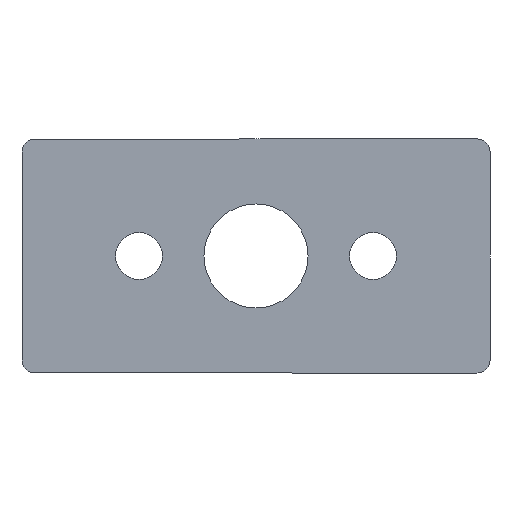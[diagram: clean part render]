
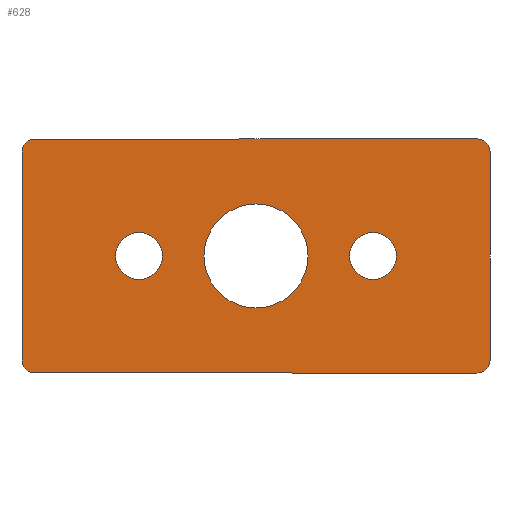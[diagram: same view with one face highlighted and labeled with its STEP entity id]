
A CAD part, front view. The second image highlights one B-rep face of the part: STEP entity #628.
In plain terms, the highlighted planar face has unit normal (0, -1, 0).
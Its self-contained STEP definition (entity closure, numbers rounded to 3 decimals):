
#47 = AXIS2_PLACEMENT_3D ( 'NONE', #52, #90, #89 ) ;
#50 = CIRCLE ( 'NONE', #47, 4.5 ) ;
#51 = CARTESIAN_POINT ( 'NONE',  ( -45., 0., -20. ) ) ;
#52 = CARTESIAN_POINT ( 'NONE',  ( -22.5, 0., 0. ) ) ;
#71 = CARTESIAN_POINT ( 'NONE',  ( -45., 0., -22.5 ) ) ;
#76 = VECTOR ( 'NONE', #79, 1000. ) ;
#79 = DIRECTION ( 'NONE',  ( 0., 0., 1. ) ) ;
#80 = CARTESIAN_POINT ( 'NONE',  ( -45., 0., 22.5 ) ) ;
#82 = LINE ( 'NONE', #80, #76 ) ;
#86 = CIRCLE ( 'NONE', #136, 2.5 ) ;
#89 = DIRECTION ( 'NONE',  ( 0., 0., -1. ) ) ;
#90 = DIRECTION ( 'NONE',  ( 0., -1., 0. ) ) ;
#91 = DIRECTION ( 'NONE',  ( -1., 0., 0. ) ) ;
#92 = VECTOR ( 'NONE', #91, 1000. ) ;
#93 = LINE ( 'NONE', #71, #92 ) ;
#104 = AXIS2_PLACEMENT_3D ( 'NONE', #115, #127, #117 ) ;
#109 = CIRCLE ( 'NONE', #104, 2.5 ) ;
#115 = CARTESIAN_POINT ( 'NONE',  ( -42.5, 0., -20. ) ) ;
#116 = CARTESIAN_POINT ( 'NONE',  ( -42.5, 0., -22.5 ) ) ;
#117 = DIRECTION ( 'NONE',  ( 0., 0., -1. ) ) ;
#127 = DIRECTION ( 'NONE',  ( 0., -1., 0. ) ) ;
#133 = DIRECTION ( 'NONE',  ( 0., 0., -1. ) ) ;
#135 = DIRECTION ( 'NONE',  ( 0., -1., 0. ) ) ;
#136 = AXIS2_PLACEMENT_3D ( 'NONE', #137, #135, #133 ) ;
#137 = CARTESIAN_POINT ( 'NONE',  ( 42.5, 0., 20. ) ) ;
#138 = DIRECTION ( 'NONE',  ( 0., -1., 0. ) ) ;
#139 = DIRECTION ( 'NONE',  ( 0., 0., -1. ) ) ;
#140 = CARTESIAN_POINT ( 'NONE',  ( -45., 0., 20. ) ) ;
#181 = DIRECTION ( 'NONE',  ( 0., -1., 0. ) ) ;
#182 = CARTESIAN_POINT ( 'NONE',  ( 22.5, 0., 0. ) ) ;
#183 = AXIS2_PLACEMENT_3D ( 'NONE', #182, #181, #186 ) ;
#184 = CIRCLE ( 'NONE', #183, 4.5 ) ;
#186 = DIRECTION ( 'NONE',  ( 0., 0., -1. ) ) ;
#204 = CARTESIAN_POINT ( 'NONE',  ( 22.5, 0., -4.5 ) ) ;
#207 = CIRCLE ( 'NONE', #209, 4.5 ) ;
#209 = AXIS2_PLACEMENT_3D ( 'NONE', #299, #298, #297 ) ;
#210 = CARTESIAN_POINT ( 'NONE',  ( 22.5, 0., 4.5 ) ) ;
#227 = DIRECTION ( 'NONE',  ( 0., 0., -1. ) ) ;
#228 = DIRECTION ( 'NONE',  ( 0., -1., 0. ) ) ;
#236 = FACE_OUTER_BOUND ( 'NONE', #544, .T. ) ;
#237 = CARTESIAN_POINT ( 'NONE',  ( -45., 0., -22.5 ) ) ;
#239 = FACE_BOUND ( 'NONE', #661, .T. ) ;
#240 = PLANE ( 'NONE',  #244 ) ;
#241 = FACE_BOUND ( 'NONE', #669, .T. ) ;
#244 = AXIS2_PLACEMENT_3D ( 'NONE', #237, #228, #227 ) ;
#252 = FACE_BOUND ( 'NONE', #631, .T. ) ;
#257 = CARTESIAN_POINT ( 'NONE',  ( 42.5, 0., -22.5 ) ) ;
#271 = DIRECTION ( 'NONE',  ( 0., 0., -1. ) ) ;
#272 = DIRECTION ( 'NONE',  ( 0., -1., 0. ) ) ;
#273 = CARTESIAN_POINT ( 'NONE',  ( -22.5, 0., 0. ) ) ;
#274 = AXIS2_PLACEMENT_3D ( 'NONE', #273, #272, #271 ) ;
#275 = CIRCLE ( 'NONE', #274, 4.5 ) ;
#293 = CARTESIAN_POINT ( 'NONE',  ( -22.5, 0., -4.5 ) ) ;
#297 = DIRECTION ( 'NONE',  ( 0., 0., -1. ) ) ;
#298 = DIRECTION ( 'NONE',  ( 0., -1., 0. ) ) ;
#299 = CARTESIAN_POINT ( 'NONE',  ( 22.5, 0., 0. ) ) ;
#301 = CARTESIAN_POINT ( 'NONE',  ( -22.5, 0., 4.5 ) ) ;
#302 = CARTESIAN_POINT ( 'NONE',  ( 0., 0., 10. ) ) ;
#310 = CARTESIAN_POINT ( 'NONE',  ( 45., 0., 20. ) ) ;
#323 = CARTESIAN_POINT ( 'NONE',  ( 0., 0., -10. ) ) ;
#349 = CARTESIAN_POINT ( 'NONE',  ( 45., 0., 22.5 ) ) ;
#350 = CIRCLE ( 'NONE', #362, 10. ) ;
#352 = CARTESIAN_POINT ( 'NONE',  ( 0., 0., 0. ) ) ;
#353 = DIRECTION ( 'NONE',  ( 1., 0., 0. ) ) ;
#354 = VECTOR ( 'NONE', #353, 1000. ) ;
#355 = CARTESIAN_POINT ( 'NONE',  ( -45., 0., 22.5 ) ) ;
#356 = LINE ( 'NONE', #355, #354 ) ;
#357 = CARTESIAN_POINT ( 'NONE',  ( 45., 0., -20. ) ) ;
#362 = AXIS2_PLACEMENT_3D ( 'NONE', #352, #391, #390 ) ;
#368 = CARTESIAN_POINT ( 'NONE',  ( 42.5, 0., 22.5 ) ) ;
#390 = DIRECTION ( 'NONE',  ( 0., 0., 1. ) ) ;
#391 = DIRECTION ( 'NONE',  ( 0., 1., 0. ) ) ;
#395 = DIRECTION ( 'NONE',  ( 0., 0., -1. ) ) ;
#396 = VECTOR ( 'NONE', #395, 1000. ) ;
#397 = LINE ( 'NONE', #349, #396 ) ;
#421 = CARTESIAN_POINT ( 'NONE',  ( -42.5, 0., 22.5 ) ) ;
#443 = DIRECTION ( 'NONE',  ( 0., 0., -1. ) ) ;
#444 = DIRECTION ( 'NONE',  ( 0., -1., 0. ) ) ;
#445 = CARTESIAN_POINT ( 'NONE',  ( -42.5, 0., 20. ) ) ;
#446 = AXIS2_PLACEMENT_3D ( 'NONE', #445, #444, #443 ) ;
#447 = CIRCLE ( 'NONE', #446, 2.5 ) ;
#475 = DIRECTION ( 'NONE',  ( 0., 0., 1. ) ) ;
#476 = DIRECTION ( 'NONE',  ( 0., 1., 0. ) ) ;
#477 = CARTESIAN_POINT ( 'NONE',  ( 0., 0., 0. ) ) ;
#478 = AXIS2_PLACEMENT_3D ( 'NONE', #477, #476, #475 ) ;
#480 = CIRCLE ( 'NONE', #478, 10. ) ;
#531 = CARTESIAN_POINT ( 'NONE',  ( 42.5, 0., -20. ) ) ;
#532 = AXIS2_PLACEMENT_3D ( 'NONE', #531, #138, #139 ) ;
#533 = CIRCLE ( 'NONE', #532, 2.5 ) ;
#535 = EDGE_CURVE ( 'NONE', #546, #540, #109, .T. ) ;
#536 = EDGE_CURVE ( 'NONE', #620, #540, #93, .T. ) ;
#537 = ORIENTED_EDGE ( 'NONE', *, *, #536, .F. ) ;
#538 = ORIENTED_EDGE ( 'NONE', *, *, #541, .F. ) ;
#539 = ORIENTED_EDGE ( 'NONE', *, *, #535, .T. ) ;
#540 = VERTEX_POINT ( 'NONE', #116 ) ;
#541 = EDGE_CURVE ( 'NONE', #546, #542, #82, .T. ) ;
#542 = VERTEX_POINT ( 'NONE', #140 ) ;
#544 = EDGE_LOOP ( 'NONE', ( #538, #539, #537, #572, #667, #680, #731, #711 ) ) ;
#546 = VERTEX_POINT ( 'NONE', #51 ) ;
#558 = EDGE_CURVE ( 'NONE', #588, #589, #50, .T. ) ;
#564 = EDGE_CURVE ( 'NONE', #645, #575, #184, .T. ) ;
#572 = ORIENTED_EDGE ( 'NONE', *, *, #671, .T. ) ;
#575 = VERTEX_POINT ( 'NONE', #210 ) ;
#578 = EDGE_CURVE ( 'NONE', #575, #645, #207, .T. ) ;
#579 = VERTEX_POINT ( 'NONE', #302 ) ;
#588 = VERTEX_POINT ( 'NONE', #293 ) ;
#589 = VERTEX_POINT ( 'NONE', #301 ) ;
#600 = EDGE_CURVE ( 'NONE', #589, #588, #275, .T. ) ;
#620 = VERTEX_POINT ( 'NONE', #257 ) ;
#627 = ORIENTED_EDGE ( 'NONE', *, *, #600, .F. ) ;
#628 = ADVANCED_FACE ( 'NONE', ( #239, #252, #236, #241 ), #240, .T. ) ;
#629 = ORIENTED_EDGE ( 'NONE', *, *, #564, .F. ) ;
#630 = ORIENTED_EDGE ( 'NONE', *, *, #558, .F. ) ;
#631 = EDGE_LOOP ( 'NONE', ( #632, #629 ) ) ;
#632 = ORIENTED_EDGE ( 'NONE', *, *, #578, .F. ) ;
#645 = VERTEX_POINT ( 'NONE', #204 ) ;
#656 = VERTEX_POINT ( 'NONE', #323 ) ;
#661 = EDGE_LOOP ( 'NONE', ( #627, #630 ) ) ;
#667 = ORIENTED_EDGE ( 'NONE', *, *, #692, .F. ) ;
#668 = EDGE_CURVE ( 'NONE', #670, #672, #86, .T. ) ;
#669 = EDGE_LOOP ( 'NONE', ( #695, #730 ) ) ;
#670 = VERTEX_POINT ( 'NONE', #310 ) ;
#671 = EDGE_CURVE ( 'NONE', #620, #677, #533, .T. ) ;
#672 = VERTEX_POINT ( 'NONE', #368 ) ;
#676 = EDGE_CURVE ( 'NONE', #715, #672, #356, .T. ) ;
#677 = VERTEX_POINT ( 'NONE', #357 ) ;
#680 = ORIENTED_EDGE ( 'NONE', *, *, #668, .T. ) ;
#692 = EDGE_CURVE ( 'NONE', #670, #677, #397, .T. ) ;
#693 = EDGE_CURVE ( 'NONE', #579, #656, #350, .T. ) ;
#695 = ORIENTED_EDGE ( 'NONE', *, *, #748, .T. ) ;
#711 = ORIENTED_EDGE ( 'NONE', *, *, #732, .T. ) ;
#715 = VERTEX_POINT ( 'NONE', #421 ) ;
#730 = ORIENTED_EDGE ( 'NONE', *, *, #693, .T. ) ;
#731 = ORIENTED_EDGE ( 'NONE', *, *, #676, .F. ) ;
#732 = EDGE_CURVE ( 'NONE', #715, #542, #447, .T. ) ;
#748 = EDGE_CURVE ( 'NONE', #656, #579, #480, .T. ) ;
